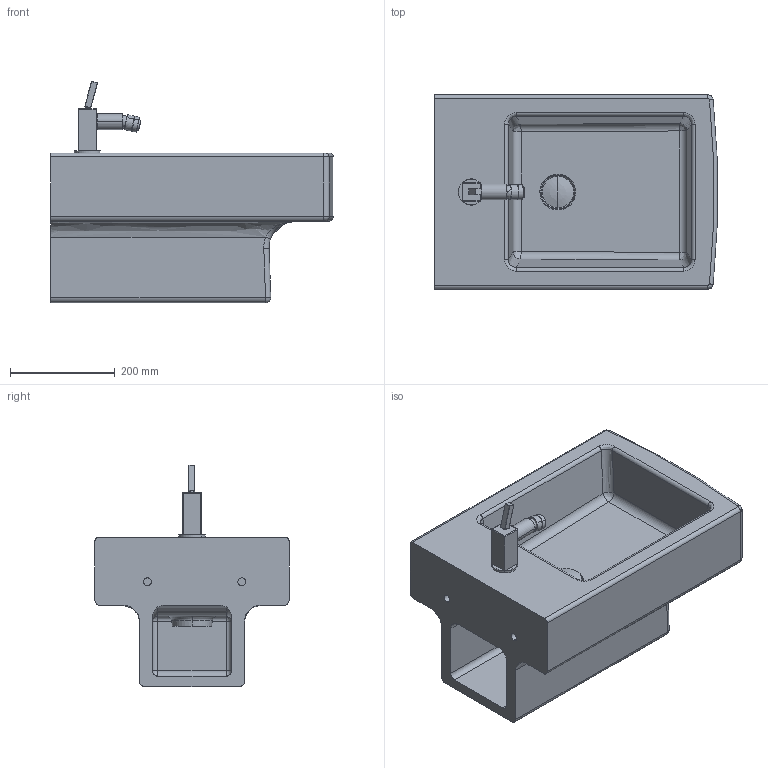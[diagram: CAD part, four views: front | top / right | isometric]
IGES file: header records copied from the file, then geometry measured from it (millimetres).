
Global section: file name: No Iges File Name specified; native system: AutoDesk Inventor R11.0; preprocessor: AutoDesk Inventor Iges Exporter R11.0; author: No Author specified; organization: No Organization specified; date: 20081120.193903; units: millimetre
Bounding box: 538.99 x 370 x 422.1 mm (x, y, z)
Volume: 19291044.9 mm3; surface area: 1256228.9 mm2
Topology: 8 solids, 8 shells, 248 faces, 587 edges, 329 vertices
Faces by surface type: plane 64, cylinder 62, revolution 46, bspline 31, torus 22, sphere 19, cone 4
